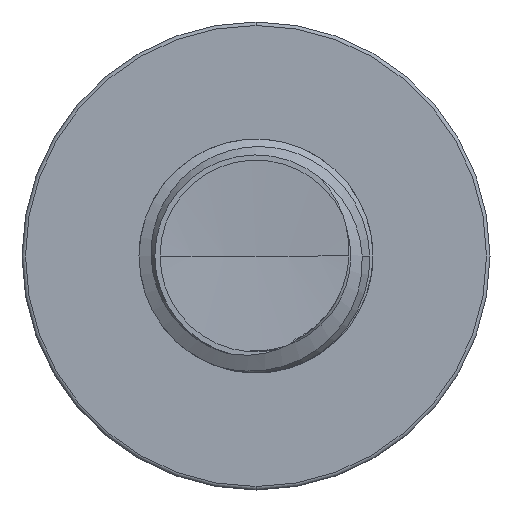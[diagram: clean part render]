
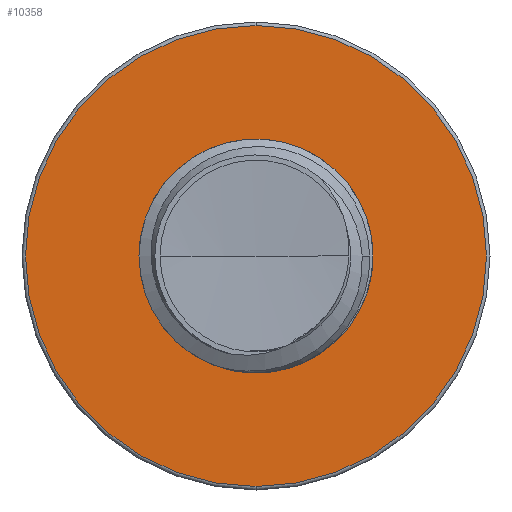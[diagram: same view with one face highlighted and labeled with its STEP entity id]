
A CAD part, front view. The second image highlights one B-rep face of the part: STEP entity #10358.
In plain terms, the highlighted planar face has unit normal (0, -1, 0).
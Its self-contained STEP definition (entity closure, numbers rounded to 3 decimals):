
#128 = VERTEX_POINT ( 'NONE', #10543 ) ;
#247 = EDGE_CURVE ( 'NONE', #274, #3076, #11889, .T. ) ;
#274 = VERTEX_POINT ( 'NONE', #9940 ) ;
#443 = ORIENTED_EDGE ( 'NONE', *, *, #3422, .F. ) ;
#486 = ORIENTED_EDGE ( 'NONE', *, *, #10082, .T. ) ;
#937 = EDGE_CURVE ( 'NONE', #128, #5742, #4188, .T. ) ;
#1505 = AXIS2_PLACEMENT_3D ( 'NONE', #2492, #2471, #3910 ) ;
#1691 = EDGE_LOOP ( 'NONE', ( #12159, #443 ) ) ;
#2063 = CARTESIAN_POINT ( 'NONE',  ( 0., 4., 0. ) ) ;
#2071 = EDGE_LOOP ( 'NONE', ( #486, #10885 ) ) ;
#2295 = AXIS2_PLACEMENT_3D ( 'NONE', #9458, #10342, #9923 ) ;
#2471 = DIRECTION ( 'NONE',  ( 0., -1., 0. ) ) ;
#2492 = CARTESIAN_POINT ( 'NONE',  ( 0., 4., 0. ) ) ;
#3076 = VERTEX_POINT ( 'NONE', #13817 ) ;
#3422 = EDGE_CURVE ( 'NONE', #5742, #128, #13714, .T. ) ;
#3910 = DIRECTION ( 'NONE',  ( 0., 0., -1. ) ) ;
#4188 = CIRCLE ( 'NONE', #1505, 1.971 ) ;
#5060 = AXIS2_PLACEMENT_3D ( 'NONE', #2063, #11875, #13682 ) ;
#5742 = VERTEX_POINT ( 'NONE', #7384 ) ;
#6936 = CIRCLE ( 'NONE', #2295, 3.94 ) ;
#7384 = CARTESIAN_POINT ( 'NONE',  ( 0., 4., 1.971 ) ) ;
#7848 = PLANE ( 'NONE',  #8958 ) ;
#8035 = CARTESIAN_POINT ( 'NONE',  ( 0., 4., 1.971 ) ) ;
#8459 = DIRECTION ( 'NONE',  ( 0., 0., -1. ) ) ;
#8514 = DIRECTION ( 'NONE',  ( 0., -1., 0. ) ) ;
#8958 = AXIS2_PLACEMENT_3D ( 'NONE', #8035, #8514, #8459 ) ;
#9458 = CARTESIAN_POINT ( 'NONE',  ( 0., 4., 0. ) ) ;
#9923 = DIRECTION ( 'NONE',  ( 0., 0., -1. ) ) ;
#9940 = CARTESIAN_POINT ( 'NONE',  ( 0., 4., 3.94 ) ) ;
#9973 = DIRECTION ( 'NONE',  ( 0., 0., -1. ) ) ;
#9988 = DIRECTION ( 'NONE',  ( 0., -1., 0. ) ) ;
#10004 = CARTESIAN_POINT ( 'NONE',  ( 0., 4., 0. ) ) ;
#10082 = EDGE_CURVE ( 'NONE', #3076, #274, #6936, .T. ) ;
#10342 = DIRECTION ( 'NONE',  ( 0., -1., 0. ) ) ;
#10358 = ADVANCED_FACE ( 'NONE', ( #13949, #11853 ), #7848, .T. ) ;
#10543 = CARTESIAN_POINT ( 'NONE',  ( 0., 4., -1.971 ) ) ;
#10885 = ORIENTED_EDGE ( 'NONE', *, *, #247, .T. ) ;
#11708 = AXIS2_PLACEMENT_3D ( 'NONE', #10004, #9988, #9973 ) ;
#11853 = FACE_BOUND ( 'NONE', #1691, .T. ) ;
#11875 = DIRECTION ( 'NONE',  ( 0., -1., 0. ) ) ;
#11889 = CIRCLE ( 'NONE', #11708, 3.94 ) ;
#12159 = ORIENTED_EDGE ( 'NONE', *, *, #937, .F. ) ;
#13682 = DIRECTION ( 'NONE',  ( 0., 0., -1. ) ) ;
#13714 = CIRCLE ( 'NONE', #5060, 1.971 ) ;
#13817 = CARTESIAN_POINT ( 'NONE',  ( 0., 4., -3.94 ) ) ;
#13949 = FACE_OUTER_BOUND ( 'NONE', #2071, .T. ) ;
